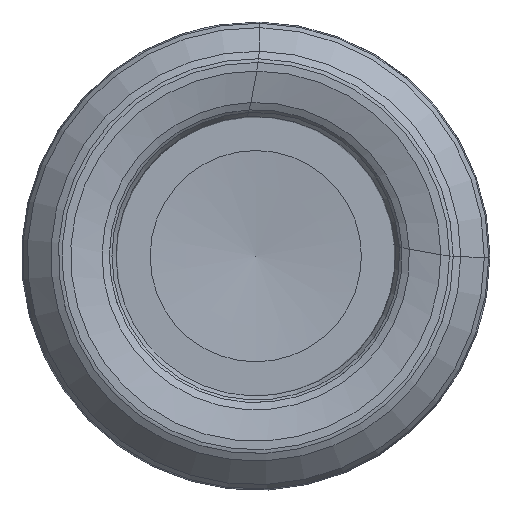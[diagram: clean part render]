
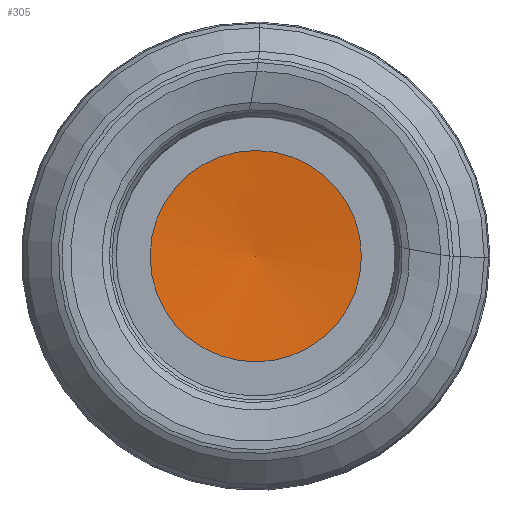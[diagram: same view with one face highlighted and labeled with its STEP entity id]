
A CAD part, left-side view. The second image highlights one B-rep face of the part: STEP entity #305.
In plain terms, the highlighted conical face has half-angle 85 degrees and reference radius 17 mm.
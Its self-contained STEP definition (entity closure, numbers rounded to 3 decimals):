
#60=CONICAL_SURFACE('',#1289,17.,85.);
#63=VERTEX_LOOP('',#958);
#78=FACE_BOUND('',#502,.T.);
#79=FACE_BOUND('',#63,.T.);
#305=ADVANCED_FACE('',(#78,#79),#60,.F.);
#502=EDGE_LOOP('',(#865));
#606=CIRCLE('',#1288,17.);
#865=ORIENTED_EDGE('',*,*,#1095,.T.);
#957=VERTEX_POINT('',#2526);
#958=VERTEX_POINT('',#2527);
#1095=EDGE_CURVE('',#957,#957,#606,.T.);
#1288=AXIS2_PLACEMENT_3D('',#2525,#1528,#1529);
#1289=AXIS2_PLACEMENT_3D('',#2528,#1530,#1531);
#1528=DIRECTION('',(-1.,0.,0.));
#1529=DIRECTION('',(0.,0.,1.));
#1530=DIRECTION('',(-1.,0.,0.));
#1531=DIRECTION('',(0.,0.,1.));
#2525=CARTESIAN_POINT('',(4.4,0.,0.));
#2526=CARTESIAN_POINT('',(4.4,0.,17.));
#2527=CARTESIAN_POINT('',(5.887,0.,0.));
#2528=CARTESIAN_POINT('',(4.4,0.,0.));
